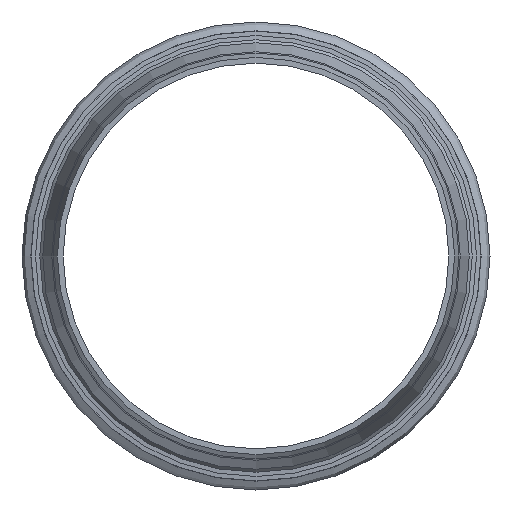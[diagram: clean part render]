
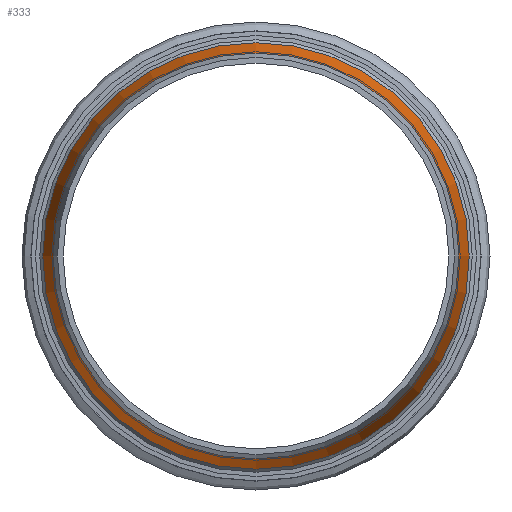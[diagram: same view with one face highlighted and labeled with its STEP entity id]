
A CAD part, front view. The second image highlights one B-rep face of the part: STEP entity #333.
In plain terms, the highlighted conical face has half-angle 15 degrees and reference radius 64.2 mm.
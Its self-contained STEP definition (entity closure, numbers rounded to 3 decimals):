
#65=FACE_BOUND('',#152,.T.);
#94=FACE_OUTER_BOUND('',#151,.T.);
#151=EDGE_LOOP('',(#296));
#152=EDGE_LOOP('',(#297));
#157=CIRCLE('',#344,62.6);
#181=CIRCLE('',#392,65.8);
#186=VERTEX_POINT('',#525);
#210=VERTEX_POINT('',#597);
#215=EDGE_CURVE('',#186,#186,#157,.T.);
#239=EDGE_CURVE('',#210,#210,#181,.T.);
#296=ORIENTED_EDGE('',*,*,#239,.T.);
#297=ORIENTED_EDGE('',*,*,#215,.F.);
#304=CONICAL_SURFACE('',#393,64.2,15.);
#333=ADVANCED_FACE('',(#94,#65),#304,.T.);
#344=AXIS2_PLACEMENT_3D('',#526,#412,#413);
#392=AXIS2_PLACEMENT_3D('',#598,#508,#509);
#393=AXIS2_PLACEMENT_3D('',#599,#510,#511);
#412=DIRECTION('center_axis',(0.,-1.,0.));
#413=DIRECTION('ref_axis',(1.,0.,0.));
#508=DIRECTION('center_axis',(0.,-1.,0.));
#509=DIRECTION('ref_axis',(1.,0.,0.));
#510=DIRECTION('center_axis',(0.,1.,0.));
#511=DIRECTION('ref_axis',(1.,0.,0.));
#525=CARTESIAN_POINT('',(62.6,0.751,0.));
#526=CARTESIAN_POINT('Origin',(0.,0.751,
0.));
#597=CARTESIAN_POINT('',(65.8,12.694,0.));
#598=CARTESIAN_POINT('Origin',(0.,12.694,0.));
#599=CARTESIAN_POINT('Origin',(0.,6.722,0.));
